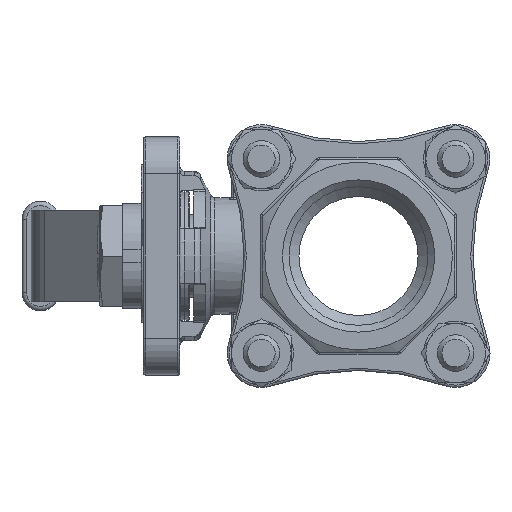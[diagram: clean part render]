
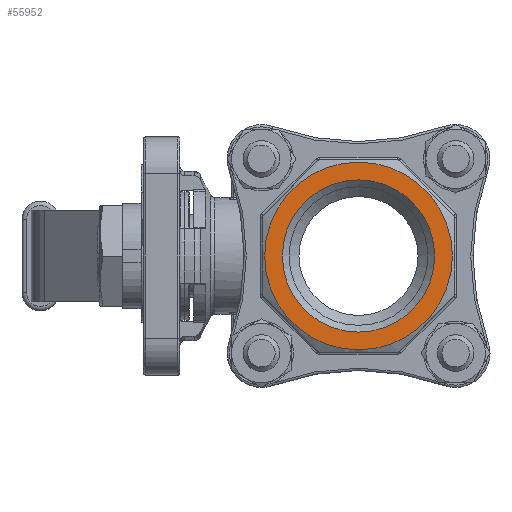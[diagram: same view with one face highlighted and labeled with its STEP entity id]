
A CAD part, left-side view. The second image highlights one B-rep face of the part: STEP entity #55952.
In plain terms, the highlighted planar face has unit normal (-1, 0, 0).
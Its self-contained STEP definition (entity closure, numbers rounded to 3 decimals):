
#5866 = EDGE_CURVE ( 'NONE', #49626, #49626, #11828, .T. ) ;
#5867 = EDGE_CURVE ( 'NONE', #49629, #49629, #11768, .T. ) ;
#11768 = CIRCLE ( 'NONE', #11825, 20.5 ) ;
#11825 = AXIS2_PLACEMENT_3D ( 'NONE', #34466, #34468, #34469 ) ;
#11828 = CIRCLE ( 'NONE', #11935, 16.625 ) ;
#11935 = AXIS2_PLACEMENT_3D ( 'NONE', #34458, #34460, #34461 ) ;
#30945 = ORIENTED_EDGE ( 'NONE', *, *, #5866, .F. ) ;
#30954 = ORIENTED_EDGE ( 'NONE', *, *, #5867, .T. ) ;
#34458 = CARTESIAN_POINT ( 'NONE',  ( -44.5, 0., 0. ) ) ;
#34460 = DIRECTION ( 'NONE',  ( -1., 0., 0. ) ) ;
#34461 = DIRECTION ( 'NONE',  ( 0., -1., 0. ) ) ;
#34466 = CARTESIAN_POINT ( 'NONE',  ( -44.5, 0., 0. ) ) ;
#34468 = DIRECTION ( 'NONE',  ( -1., 0., 0. ) ) ;
#34469 = DIRECTION ( 'NONE',  ( 0., 0., 1. ) ) ;
#35987 = AXIS2_PLACEMENT_3D ( 'NONE', #40356, #40357, #40358 ) ;
#36281 = FACE_OUTER_BOUND ( 'NONE', #62335, .T. ) ;
#36312 = FACE_BOUND ( 'NONE', #62315, .T. ) ;
#40347 = PLANE ( 'NONE',  #35987 ) ;
#40356 = CARTESIAN_POINT ( 'NONE',  ( -44.5, 0., 0. ) ) ;
#40357 = DIRECTION ( 'NONE',  ( 1., 0., 0. ) ) ;
#40358 = DIRECTION ( 'NONE',  ( 0., 0., 1. ) ) ;
#49626 = VERTEX_POINT ( 'NONE', #49631 ) ;
#49629 = VERTEX_POINT ( 'NONE', #49634 ) ;
#49631 = CARTESIAN_POINT ( 'NONE',  ( -44.5, -16.625, 0. ) ) ;
#49634 = CARTESIAN_POINT ( 'NONE',  ( -44.5, 0., 20.5 ) ) ;
#55952 = ADVANCED_FACE ( 'NONE', ( #36312, #36281 ), #40347, .F. ) ;
#62315 = EDGE_LOOP ( 'NONE', ( #30945 ) ) ;
#62335 = EDGE_LOOP ( 'NONE', ( #30954 ) ) ;
